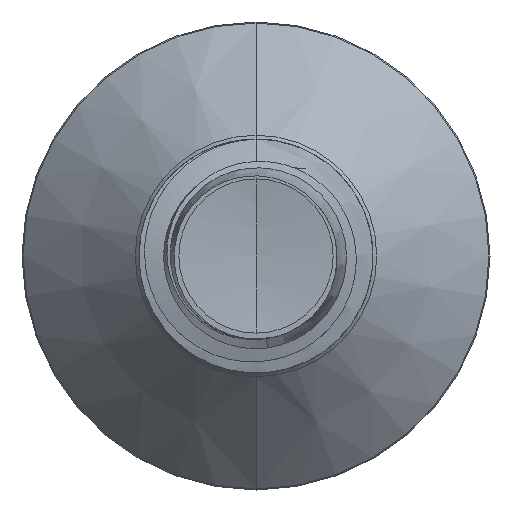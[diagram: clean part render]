
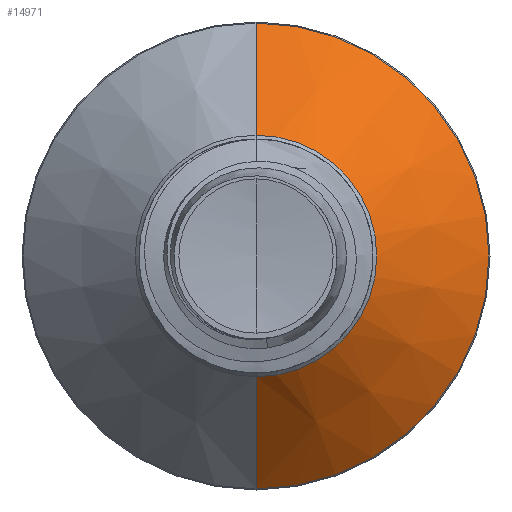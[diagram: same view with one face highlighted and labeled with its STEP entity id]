
A CAD part, front view. The second image highlights one B-rep face of the part: STEP entity #14971.
In plain terms, the highlighted conical face has half-angle 45 degrees and reference radius 4.129 mm.
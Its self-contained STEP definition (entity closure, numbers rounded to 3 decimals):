
#944 = CONICAL_SURFACE ( 'NONE', #13953, 4.129, 0.785 ) ;
#1350 = VECTOR ( 'NONE', #28852, 1000. ) ;
#3051 = DIRECTION ( 'NONE',  ( 0., 0.707, 0.707 ) ) ;
#4827 = ORIENTED_EDGE ( 'NONE', *, *, #23280, .T. ) ;
#5700 = CARTESIAN_POINT ( 'NONE',  ( 0., 25.179, -4.129 ) ) ;
#5864 = AXIS2_PLACEMENT_3D ( 'NONE', #11930, #31466, #14998 ) ;
#6858 = EDGE_LOOP ( 'NONE', ( #4827, #16475, #32449, #10540 ) ) ;
#7144 = DIRECTION ( 'NONE',  ( 0., 1., 0. ) ) ;
#7299 = AXIS2_PLACEMENT_3D ( 'NONE', #32497, #16289, #34829 ) ;
#8351 = CARTESIAN_POINT ( 'NONE',  ( 0., 29.015, 7.965 ) ) ;
#9629 = VERTEX_POINT ( 'NONE', #28976 ) ;
#10540 = ORIENTED_EDGE ( 'NONE', *, *, #18560, .F. ) ;
#11907 = CARTESIAN_POINT ( 'NONE',  ( 0., 25.179, 4.129 ) ) ;
#11930 = CARTESIAN_POINT ( 'NONE',  ( 0., 25.179, 0. ) ) ;
#13953 = AXIS2_PLACEMENT_3D ( 'NONE', #32432, #7144, #27468 ) ;
#14971 = ADVANCED_FACE ( 'NONE', ( #31621 ), #944, .T. ) ;
#14998 = DIRECTION ( 'NONE',  ( 0., 0., 1. ) ) ;
#16289 = DIRECTION ( 'NONE',  ( 0., 1., 0. ) ) ;
#16475 = ORIENTED_EDGE ( 'NONE', *, *, #21986, .T. ) ;
#17591 = LINE ( 'NONE', #5700, #1350 ) ;
#17633 = LINE ( 'NONE', #11907, #31198 ) ;
#18560 = EDGE_CURVE ( 'NONE', #23138, #19534, #17633, .T. ) ;
#19534 = VERTEX_POINT ( 'NONE', #8351 ) ;
#19599 = CARTESIAN_POINT ( 'NONE',  ( 0., 25.179, 4.129 ) ) ;
#21193 = EDGE_CURVE ( 'NONE', #19534, #9629, #35572, .T. ) ;
#21986 = EDGE_CURVE ( 'NONE', #32049, #9629, #17591, .T. ) ;
#23138 = VERTEX_POINT ( 'NONE', #19599 ) ;
#23280 = EDGE_CURVE ( 'NONE', #23138, #32049, #33757, .T. ) ;
#27468 = DIRECTION ( 'NONE',  ( 0., 0., 1. ) ) ;
#28852 = DIRECTION ( 'NONE',  ( 0., 0.707, -0.707 ) ) ;
#28976 = CARTESIAN_POINT ( 'NONE',  ( 0., 29.015, -7.965 ) ) ;
#31198 = VECTOR ( 'NONE', #3051, 1000. ) ;
#31466 = DIRECTION ( 'NONE',  ( 0., 1., 0. ) ) ;
#31621 = FACE_OUTER_BOUND ( 'NONE', #6858, .T. ) ;
#32049 = VERTEX_POINT ( 'NONE', #33162 ) ;
#32432 = CARTESIAN_POINT ( 'NONE',  ( 0., 25.179, 0. ) ) ;
#32449 = ORIENTED_EDGE ( 'NONE', *, *, #21193, .F. ) ;
#32497 = CARTESIAN_POINT ( 'NONE',  ( 0., 29.015, 0. ) ) ;
#33162 = CARTESIAN_POINT ( 'NONE',  ( 0., 25.179, -4.129 ) ) ;
#33757 = CIRCLE ( 'NONE', #5864, 4.129 ) ;
#34829 = DIRECTION ( 'NONE',  ( 0., 0., 1. ) ) ;
#35572 = CIRCLE ( 'NONE', #7299, 7.965 ) ;
